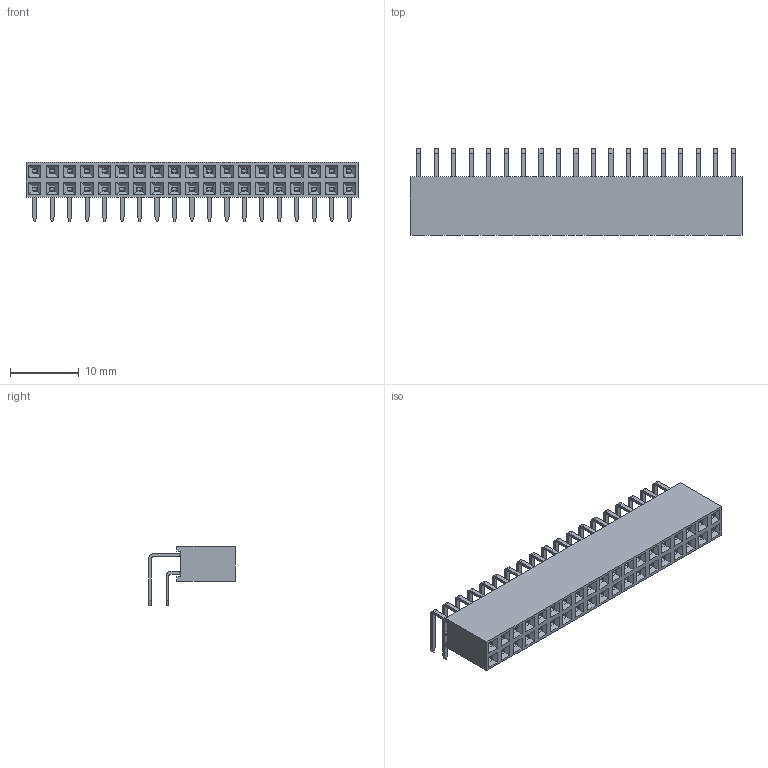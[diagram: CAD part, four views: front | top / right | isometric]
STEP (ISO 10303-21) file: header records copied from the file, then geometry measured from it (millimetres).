
FILE_DESCRIPTION(('STEP AP214'), '1');
FILE_NAME('PBD-R', '', ('UNSPECIFIED'), ('UNSPECIFIED'), 'ASCON STEP Converter 1.6', 'ASCON Math Kernel', '');
FILE_SCHEMA(('AUTOMOTIVE_DESIGN { 1 0 10303 214 3 1 1}'));
Length unit declared in the file: millimetre
Bounding box: 48.26 x 12.6 x 8.58 mm (x, y, z)
Volume: 1875.8 mm3; surface area: 3513.2 mm2
Topology: 1 solids, 1 shells, 2214 faces, 6104 edges, 3816 vertices
Faces by surface type: plane 1872, cylinder 342
Entity records: 86820 total; most frequent: ORIENTED_EDGE 12208, CARTESIAN_POINT 12135, DIRECTION 11370, EDGE_CURVE 6104, LINE 5268, VECTOR 5268, VERTEX_POINT 3816, AXIS2_PLACEMENT_3D 3051
